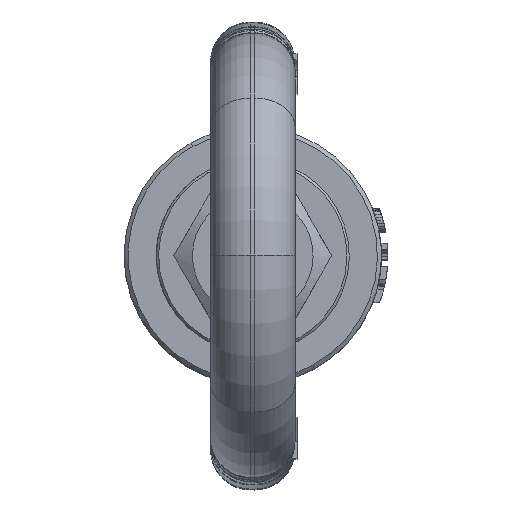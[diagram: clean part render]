
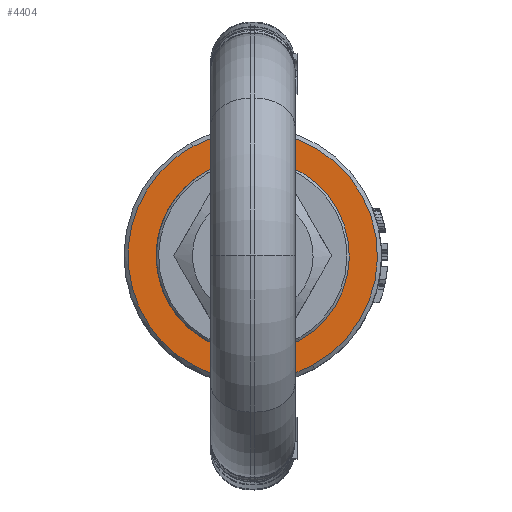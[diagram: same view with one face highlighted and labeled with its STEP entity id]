
A CAD part, top view. The second image highlights one B-rep face of the part: STEP entity #4404.
In plain terms, the highlighted planar face has unit normal (0, 0, 1).
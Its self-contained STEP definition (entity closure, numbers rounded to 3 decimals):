
#2974=CARTESIAN_POINT('Axis2P3D Location',(0.,0.,-31.)) ;
#2978=CARTESIAN_POINT('Vertex',(7.431,-13.603,-31.)) ;
#2980=CARTESIAN_POINT('Vertex',(-7.431,13.603,-31.)) ;
#4351=CARTESIAN_POINT('Axis2P3D Location',(0.,-12.,-31.)) ;
#4357=CARTESIAN_POINT('Control Point',(7.431,-13.603,-31.)) ;
#4358=CARTESIAN_POINT('Control Point',(6.077,-14.342,-31.)) ;
#4359=CARTESIAN_POINT('Control Point',(4.631,-14.914,-31.)) ;
#4360=CARTESIAN_POINT('Control Point',(3.121,-15.301,-31.)) ;
#4361=CARTESIAN_POINT('Control Point',(0.036,-15.692,-31.)) ;
#4362=CARTESIAN_POINT('Control Point',(-3.051,-15.315,-31.)) ;
#4363=CARTESIAN_POINT('Control Point',(-4.563,-14.934,-31.)) ;
#4364=CARTESIAN_POINT('Control Point',(-7.461,-13.805,-31.)) ;
#4365=CARTESIAN_POINT('Control Point',(-9.993,-12.,-31.)) ;
#4366=CARTESIAN_POINT('Control Point',(-11.14,-10.944,-31.)) ;
#4367=CARTESIAN_POINT('Control Point',(-13.146,-8.568,-31.)) ;
#4368=CARTESIAN_POINT('Control Point',(-14.51,-5.773,-31.)) ;
#4369=CARTESIAN_POINT('Control Point',(-15.013,-4.297,-31.)) ;
#4370=CARTESIAN_POINT('Control Point',(-15.642,-1.252,-31.)) ;
#4371=CARTESIAN_POINT('Control Point',(-15.505,1.855,-31.)) ;
#4372=CARTESIAN_POINT('Control Point',(-15.243,3.392,-31.)) ;
#4373=CARTESIAN_POINT('Control Point',(-14.342,6.368,-31.)) ;
#4374=CARTESIAN_POINT('Control Point',(-12.738,9.033,-31.)) ;
#4375=CARTESIAN_POINT('Control Point',(-11.774,10.258,-31.)) ;
#4376=CARTESIAN_POINT('Control Point',(-10.323,11.691,-31.)) ;
#4377=CARTESIAN_POINT('Control Point',(-8.67,12.862,-31.)) ;
#4378=CARTESIAN_POINT('Control Point',(-8.266,13.125,-31.)) ;
#4379=CARTESIAN_POINT('Control Point',(-7.853,13.372,-31.)) ;
#4380=CARTESIAN_POINT('Control Point',(-7.431,13.603,-31.)) ;
#4386=CARTESIAN_POINT('Axis2P3D Location',(0.,0.,-31.)) ;
#4390=CARTESIAN_POINT('Vertex',(5.753,-10.531,-31.)) ;
#4392=CARTESIAN_POINT('Vertex',(-5.753,10.531,-31.)) ;
#4395=CARTESIAN_POINT('Axis2P3D Location',(0.,0.,-31.)) ;
#2975=DIRECTION('Axis2P3D Direction',(0.,-0.,-1.)) ;
#4352=DIRECTION('Axis2P3D Direction',(0.,0.,1.)) ;
#4353=DIRECTION('Axis2P3D XDirection',(1.,0.,0.)) ;
#4387=DIRECTION('Axis2P3D Direction',(0.,0.,1.)) ;
#4396=DIRECTION('Axis2P3D Direction',(0.,0.,1.)) ;
#2976=AXIS2_PLACEMENT_3D('Circle Axis2P3D',#2974,#2975,$) ;
#4354=AXIS2_PLACEMENT_3D('Plane Axis2P3D',#4351,#4352,#4353) ;
#4388=AXIS2_PLACEMENT_3D('Circle Axis2P3D',#4386,#4387,$) ;
#4397=AXIS2_PLACEMENT_3D('Circle Axis2P3D',#4395,#4396,$) ;
#4383=ORIENTED_EDGE('',*,*,#4381,.T.) ;
#4384=ORIENTED_EDGE('',*,*,#2982,.T.) ;
#4401=ORIENTED_EDGE('',*,*,#4394,.F.) ;
#4402=ORIENTED_EDGE('',*,*,#4399,.F.) ;
#4403=FACE_BOUND('',#4400,.T.) ;
#4404=ADVANCED_FACE('\X2\672C9AD4\X0\.2',(#4385,#4403),#4355,.T.) ;
#4356=B_SPLINE_CURVE_WITH_KNOTS('',5,(#4357,#4358,#4359,#4360,#4361,#4362,#4363,#4364,#4365,#4366,#4367,#4368,#4369,#4370,#4371,#4372,#4373,#4374,#4375,#4376,#4377,#4378,#4379,#4380),.UNSPECIFIED.,.F.,.U.,(6,3,3,3,3,3,3,6),(0.,10.91,21.821,32.731,43.642,54.552,65.463,68.862),.UNSPECIFIED.) ;
#2977=CIRCLE('generated circle',#2976,15.5) ;
#4389=CIRCLE('generated circle',#4388,12.) ;
#4398=CIRCLE('generated circle',#4397,12.) ;
#2982=EDGE_CURVE('',#2979,#2981,#2977,.F.) ;
#4381=EDGE_CURVE('',#2981,#2979,#4356,.F.) ;
#4394=EDGE_CURVE('',#4391,#4393,#4389,.T.) ;
#4399=EDGE_CURVE('',#4393,#4391,#4398,.T.) ;
#4382=EDGE_LOOP('',(#4383,#4384)) ;
#4400=EDGE_LOOP('',(#4401,#4402)) ;
#4385=FACE_OUTER_BOUND('',#4382,.T.) ;
#4355=PLANE('',#4354) ;
#2979=VERTEX_POINT('',#2978) ;
#2981=VERTEX_POINT('',#2980) ;
#4391=VERTEX_POINT('',#4390) ;
#4393=VERTEX_POINT('',#4392) ;
